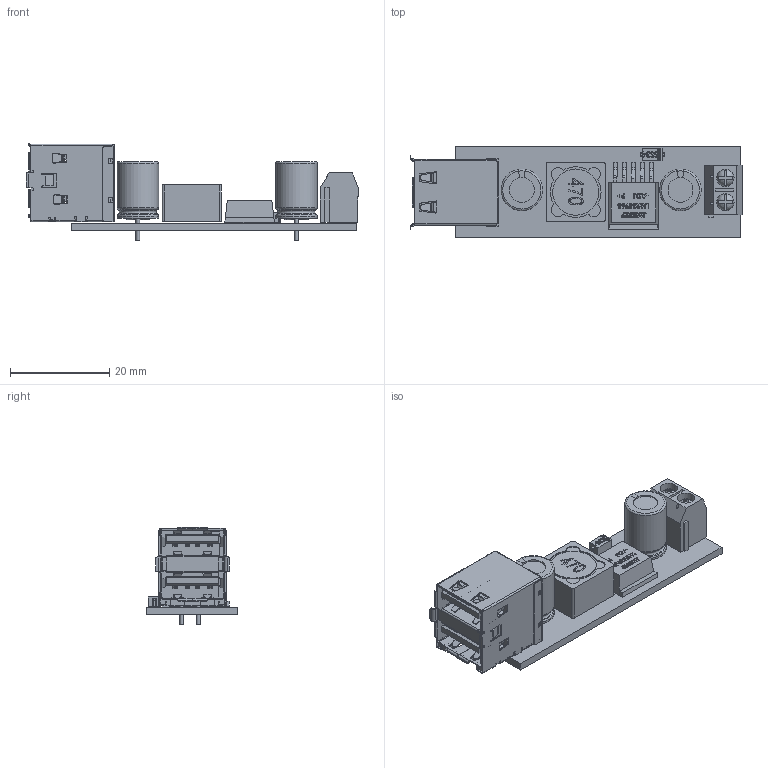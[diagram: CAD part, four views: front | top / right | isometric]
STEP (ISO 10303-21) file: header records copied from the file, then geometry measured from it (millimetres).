
FILE_DESCRIPTION(/* description */ (''),/* implementation_level */ '2;1');
FILE_NAME(/* name */ 'asmbl v14.step',/* time_stamp */ '2020-03-31T17:46:05+03:00',/* author */ (''),/* organization */ (''),/* preprocessor_version */ 'ST-DEVELOPER v18',/* originating_system */ 'Autodesk Translation Framework v8.12.0.6',/* authorisation */ '');
FILE_SCHEMA (('AUTOMOTIVE_DESIGN { 1 0 10303 214 3 1 1 }'));
Products named in the file (9): asmbl; wire-connector v1; usb2x2 v2; 470uF; Base v1; 470uF_1; SS34 v1; 470 v1; LM2596S v1
Assembly tree (9 placements, depth 3):
  asmbl
    wire-connector v1
    usb2x2 v2
    470uF
      470uF_1
    Base v1
    470uF_1
    SS34 v1
    470 v1
    LM2596S v1
Bounding box: 66.98 x 18.5 x 19.71 mm (x, y, z)
Volume: 7565.8 mm3; surface area: 8658.3 mm2
Topology: 8 solids, 8 shells, 1484 faces, 4386 edges, 2965 vertices
Faces by surface type: plane 1020, cylinder 360, bspline 70, torus 24, cone 8, sphere 2
Full cylindrical faces by diameter (mm): 0.5 x2, 0.754 x4, 0.9 x2, 1.8 x2, 3.5 x2, 3.7 x2, 4.857 x2, 5.694 x2, 9.324 x1
Entity records: 53989 total; most frequent: CARTESIAN_POINT 14695, ORIENTED_EDGE 8512, DIRECTION 7478, EDGE_CURVE 4256, LINE 3184, VECTOR 3184, VERTEX_POINT 2880, AXIS2_PLACEMENT_3D 2147
